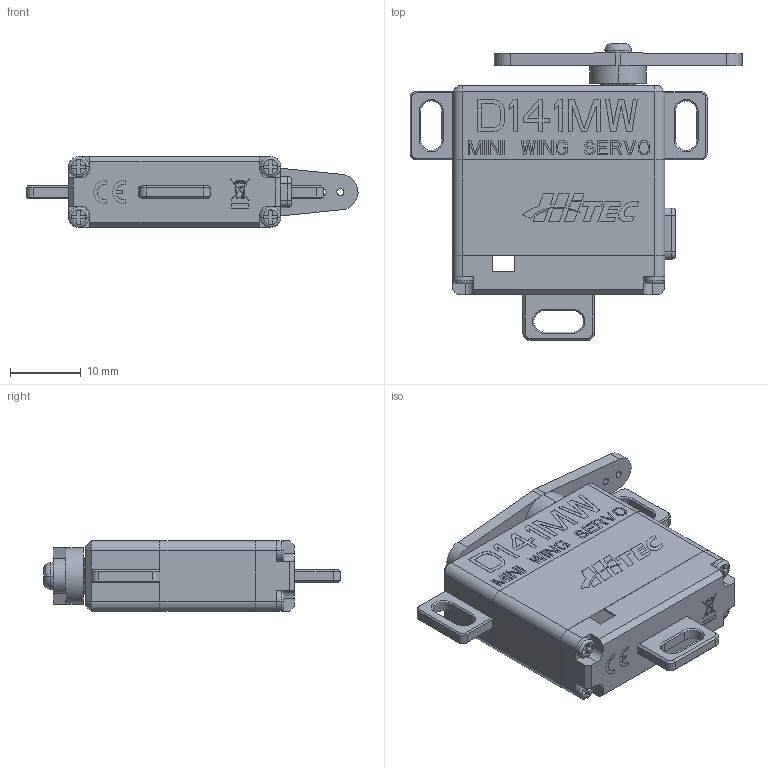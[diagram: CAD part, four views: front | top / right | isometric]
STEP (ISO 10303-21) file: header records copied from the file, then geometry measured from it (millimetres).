
FILE_DESCRIPTION((''),'2;1');
FILE_NAME('D141MW_NEW_ASM','2021-01-20T',('±è»ó¹Î'),(''),'CREO PARAMETRIC BY PTC INC, 2016050','CREO PARAMETRIC BY PTC INC, 2016050','');
FILE_SCHEMA(('CONFIG_CONTROL_DESIGN'));
Products named in the file (11): D141M-N; D141T-N; D141L-N; D141MG5; D141SG5_ASSY_ASM; 120105000118_GAG_03; MS-I25_POM_BLACK_120217000129; 120204000003_A26_5_7X2_7__TW; 120201000013_18A_CBH_M2_3XL5; 120201000076_18A_CPH_M1_7XL20; D141MW_NEW_ASM
Assembly tree (13 placements, depth 3):
  D141MW_NEW_ASM
    D141M-N
    D141T-N
    D141L-N
    D141SG5_ASSY_ASM
      D141MG5
    120105000118_GAG_03
    MS-I25_POM_BLACK_120217000129
    120204000003_A26_5_7X2_7__TW
    120201000013_18A_CBH_M2_3XL5
    120201000076_18A_CPH_M1_7XL20  x4
Bounding box: 46.89 x 41.95 x 10.02 mm (x, y, z)
Volume: 8703.9 mm3; surface area: 6674.9 mm2
Topology: 12 solids, 12 shells, 1667 faces, 4538 edges, 2948 vertices
Faces by surface type: plane 872, cylinder 498, cone 129, torus 81, bspline 80, extrusion 7
Entity records: 62727 total; most frequent: CARTESIAN_POINT 16331, ORIENTED_EDGE 7434, DIRECTION 6745, PRESENTATION_STYLE_ASSIGNMENT 3770, STYLED_ITEM 3726, CURVE_STYLE 3717, EDGE_CURVE 3717, VECTOR 2561
